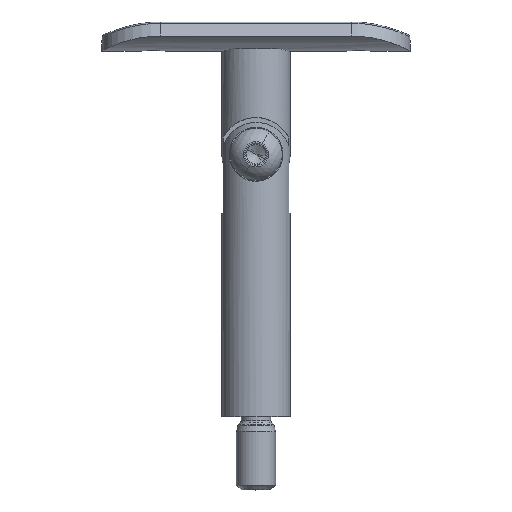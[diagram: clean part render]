
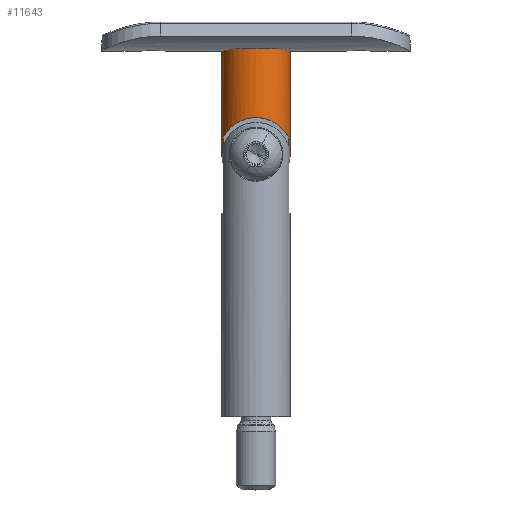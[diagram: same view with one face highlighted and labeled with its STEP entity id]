
A CAD part, top view. The second image highlights one B-rep face of the part: STEP entity #11643.
In plain terms, the highlighted cylindrical face has radius 7 mm (diameter 14 mm), a partial arc.
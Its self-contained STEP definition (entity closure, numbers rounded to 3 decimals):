
#119 = AXIS2_PLACEMENT_3D ( 'NONE', #272, #7714, #3803 ) ;
#272 = CARTESIAN_POINT ( 'NONE',  ( 0., 7., 0. ) ) ;
#568 = CARTESIAN_POINT ( 'NONE',  ( 5.195, 12.851, -4.706 ) ) ;
#633 = ORIENTED_EDGE ( 'NONE', *, *, #12582, .F. ) ;
#674 = VERTEX_POINT ( 'NONE', #1033 ) ;
#737 = DIRECTION ( 'NONE',  ( 0., 1., 0. ) ) ;
#746 = LINE ( 'NONE', #3938, #13691 ) ;
#825 = EDGE_CURVE ( 'NONE', #1101, #12512, #1251, .T. ) ;
#962 = LINE ( 'NONE', #1867, #13507 ) ;
#1033 = CARTESIAN_POINT ( 'NONE',  ( 1.95, 10.325, -6.723 ) ) ;
#1083 = AXIS2_PLACEMENT_3D ( 'NONE', #4530, #9593, #2115 ) ;
#1101 = VERTEX_POINT ( 'NONE', #13209 ) ;
#1251 = LINE ( 'NONE', #12648, #13602 ) ;
#1274 = VERTEX_POINT ( 'NONE', #16168 ) ;
#1279 = CARTESIAN_POINT ( 'NONE',  ( 2.635, 10.762, -6.494 ) ) ;
#1389 = CIRCLE ( 'NONE', #119, 7. ) ;
#1478 = DIRECTION ( 'NONE',  ( 0., -1., 0. ) ) ;
#1867 = CARTESIAN_POINT ( 'NONE',  ( 0., 28.5, 7. ) ) ;
#1875 = CARTESIAN_POINT ( 'NONE',  ( 6.814, 14.327, -1.654 ) ) ;
#1887 = DIRECTION ( 'NONE',  ( 0., 0., -1. ) ) ;
#2115 = DIRECTION ( 'NONE',  ( 0., 0., 1. ) ) ;
#2149 = CARTESIAN_POINT ( 'NONE',  ( 5.194, 12.849, 4.707 ) ) ;
#2253 = CARTESIAN_POINT ( 'NONE',  ( 1.95, 10.325, -6.723 ) ) ;
#2882 = DIRECTION ( 'NONE',  ( 0., 0., -1. ) ) ;
#2955 = VERTEX_POINT ( 'NONE', #14932 ) ;
#3025 = ORIENTED_EDGE ( 'NONE', *, *, #5866, .T. ) ;
#3139 = CARTESIAN_POINT ( 'NONE',  ( 6.424, 13.965, -2.809 ) ) ;
#3405 = CARTESIAN_POINT ( 'NONE',  ( 5.655, 13.262, 4.142 ) ) ;
#3465 = CARTESIAN_POINT ( 'NONE',  ( 6.991, 14.491, -0.417 ) ) ;
#3596 = AXIS2_PLACEMENT_3D ( 'NONE', #3972, #14282, #2882 ) ;
#3803 = DIRECTION ( 'NONE',  ( 0., 0., -1. ) ) ;
#3938 = CARTESIAN_POINT ( 'NONE',  ( 1.95, 28.5, 6.723 ) ) ;
#3972 = CARTESIAN_POINT ( 'NONE',  ( 0., 28.5, 0. ) ) ;
#4186 = CARTESIAN_POINT ( 'NONE',  ( 0., 7., 7. ) ) ;
#4293 = AXIS2_PLACEMENT_3D ( 'NONE', #14594, #737, #1887 ) ;
#4339 = CARTESIAN_POINT ( 'NONE',  ( 6.953, 14.456, -0.835 ) ) ;
#4391 = CARTESIAN_POINT ( 'NONE',  ( 6.703, 14.224, -2.056 ) ) ;
#4409 = FACE_OUTER_BOUND ( 'NONE', #12050, .T. ) ;
#4530 = CARTESIAN_POINT ( 'NONE',  ( 0., 28.5, 0. ) ) ;
#4793 = CARTESIAN_POINT ( 'NONE',  ( 2.306, 10.533, -6.62 ) ) ;
#4909 = EDGE_CURVE ( 'NONE', #2955, #8051, #746, .T. ) ;
#5486 = CIRCLE ( 'NONE', #4293, 7. ) ;
#5546 = EDGE_CURVE ( 'NONE', #11695, #8051, #1389, .T. ) ;
#5593 = CARTESIAN_POINT ( 'NONE',  ( 3.264, 11.226, 6.202 ) ) ;
#5710 = CARTESIAN_POINT ( 'NONE',  ( 4.141, 11.937, -5.654 ) ) ;
#5866 = EDGE_CURVE ( 'NONE', #6390, #12512, #5486, .T. ) ;
#5980 = CARTESIAN_POINT ( 'NONE',  ( 6.999, 14.5, 0.432 ) ) ;
#6038 = CARTESIAN_POINT ( 'NONE',  ( 4.14, 11.936, 5.655 ) ) ;
#6390 = VERTEX_POINT ( 'NONE', #9551 ) ;
#6520 = CARTESIAN_POINT ( 'NONE',  ( 1.95, 7., 6.723 ) ) ;
#6554 = ORIENTED_EDGE ( 'NONE', *, *, #825, .F. ) ;
#6850 = CARTESIAN_POINT ( 'NONE',  ( 4.418, 12.172, 5.441 ) ) ;
#6960 = CARTESIAN_POINT ( 'NONE',  ( 3.564, 11.464, 6.035 ) ) ;
#7495 = CARTESIAN_POINT ( 'NONE',  ( 3.265, 11.227, -6.202 ) ) ;
#7714 = DIRECTION ( 'NONE',  ( 0., 1., 0. ) ) ;
#8051 = VERTEX_POINT ( 'NONE', #6520 ) ;
#8078 = CARTESIAN_POINT ( 'NONE',  ( 5.868, 13.456, 3.836 ) ) ;
#8474 = CARTESIAN_POINT ( 'NONE',  ( 6.255, 13.809, 3.167 ) ) ;
#9398 = CARTESIAN_POINT ( 'NONE',  ( 6.961, 14.464, 0.847 ) ) ;
#9450 = CARTESIAN_POINT ( 'NONE',  ( 4.946, 12.63, 4.966 ) ) ;
#9551 = CARTESIAN_POINT ( 'NONE',  ( 1.95, 7., -6.723 ) ) ;
#9593 = DIRECTION ( 'NONE',  ( 0., 1., 0. ) ) ;
#9773 = ORIENTED_EDGE ( 'NONE', *, *, #11339, .F. ) ;
#10090 = DIRECTION ( 'NONE',  ( 0., -1., 0. ) ) ;
#10201 = B_SPLINE_CURVE_WITH_KNOTS ( 'NONE', 3,
 ( #10556, #14708, #10937, #5593, #6960, #6038, #6850, #9450, #2149, #3405, #8078, #8474, #13437, #11861, #14765, #9398, #5980, #10995, #3465, #4339, #14322, #1875, #4391, #3139, #12238, #11912, #15589, #568, #13172, #16019, #5710, #13549, #7495, #1279, #4793, #2253 ),
 .UNSPECIFIED., .F., .F.,
 ( 4, 2, 2, 2, 2, 2, 2, 2, 2, 2, 2, 2, 2, 2, 2, 2, 2, 4 ),
 ( 0., 0.001, 0.003, 0.004, 0.005, 0.006, 0.008, 0.009, 0.01, 0.011, 0.011, 0.013, 0.014, 0.015, 0.016, 0.018, 0.019, 0.02 ),
 .UNSPECIFIED. ) ;
#10556 = CARTESIAN_POINT ( 'NONE',  ( 1.95, 10.325, 6.723 ) ) ;
#10625 = CIRCLE ( 'NONE', #1083, 7. ) ;
#10676 = VECTOR ( 'NONE', #11189, 1000. ) ;
#10937 = CARTESIAN_POINT ( 'NONE',  ( 2.635, 10.761, 6.494 ) ) ;
#10995 = CARTESIAN_POINT ( 'NONE',  ( 7., 14.5, -0.203 ) ) ;
#11189 = DIRECTION ( 'NONE',  ( 0., 1., 0. ) ) ;
#11339 = EDGE_CURVE ( 'NONE', #6390, #674, #13198, .T. ) ;
#11643 = ADVANCED_FACE ( 'NONE', ( #4409 ), #16202, .T. ) ;
#11695 = VERTEX_POINT ( 'NONE', #4186 ) ;
#11837 = CARTESIAN_POINT ( 'NONE',  ( 0., 7., -7. ) ) ;
#11853 = DIRECTION ( 'NONE',  ( 0., -1., 0. ) ) ;
#11861 = CARTESIAN_POINT ( 'NONE',  ( 6.701, 14.221, 2.064 ) ) ;
#11912 = CARTESIAN_POINT ( 'NONE',  ( 5.869, 13.457, -3.834 ) ) ;
#12050 = EDGE_LOOP ( 'NONE', ( #633, #15846, #15679, #13270, #15874, #9773, #3025, #6554 ) ) ;
#12238 = CARTESIAN_POINT ( 'NONE',  ( 6.256, 13.81, -3.164 ) ) ;
#12512 = VERTEX_POINT ( 'NONE', #11837 ) ;
#12582 = EDGE_CURVE ( 'NONE', #1274, #1101, #10625, .T. ) ;
#12648 = CARTESIAN_POINT ( 'NONE',  ( 0., 28.5, -7. ) ) ;
#13172 = CARTESIAN_POINT ( 'NONE',  ( 4.948, 12.631, -4.965 ) ) ;
#13198 = LINE ( 'NONE', #13415, #10676 ) ;
#13209 = CARTESIAN_POINT ( 'NONE',  ( 0., 28.5, -7. ) ) ;
#13270 = ORIENTED_EDGE ( 'NONE', *, *, #4909, .F. ) ;
#13415 = CARTESIAN_POINT ( 'NONE',  ( 1.95, 28.5, -6.723 ) ) ;
#13437 = CARTESIAN_POINT ( 'NONE',  ( 6.422, 13.964, 2.813 ) ) ;
#13507 = VECTOR ( 'NONE', #11853, 1000. ) ;
#13549 = CARTESIAN_POINT ( 'NONE',  ( 3.565, 11.464, -6.034 ) ) ;
#13602 = VECTOR ( 'NONE', #10090, 1000. ) ;
#13691 = VECTOR ( 'NONE', #1478, 1000. ) ;
#14282 = DIRECTION ( 'NONE',  ( 0., -1., 0. ) ) ;
#14322 = CARTESIAN_POINT ( 'NONE',  ( 6.925, 14.43, -1.042 ) ) ;
#14349 = EDGE_CURVE ( 'NONE', #1274, #11695, #962, .T. ) ;
#14594 = CARTESIAN_POINT ( 'NONE',  ( 0., 7., 0. ) ) ;
#14708 = CARTESIAN_POINT ( 'NONE',  ( 2.306, 10.533, 6.62 ) ) ;
#14765 = CARTESIAN_POINT ( 'NONE',  ( 6.813, 14.325, 1.661 ) ) ;
#14932 = CARTESIAN_POINT ( 'NONE',  ( 1.95, 10.325, 6.723 ) ) ;
#15534 = EDGE_CURVE ( 'NONE', #2955, #674, #10201, .T. ) ;
#15589 = CARTESIAN_POINT ( 'NONE',  ( 5.656, 13.263, -4.14 ) ) ;
#15679 = ORIENTED_EDGE ( 'NONE', *, *, #5546, .T. ) ;
#15846 = ORIENTED_EDGE ( 'NONE', *, *, #14349, .T. ) ;
#15874 = ORIENTED_EDGE ( 'NONE', *, *, #15534, .T. ) ;
#16019 = CARTESIAN_POINT ( 'NONE',  ( 4.419, 12.173, -5.441 ) ) ;
#16168 = CARTESIAN_POINT ( 'NONE',  ( 0., 28.5, 7. ) ) ;
#16202 = CYLINDRICAL_SURFACE ( 'NONE', #3596, 7. ) ;
